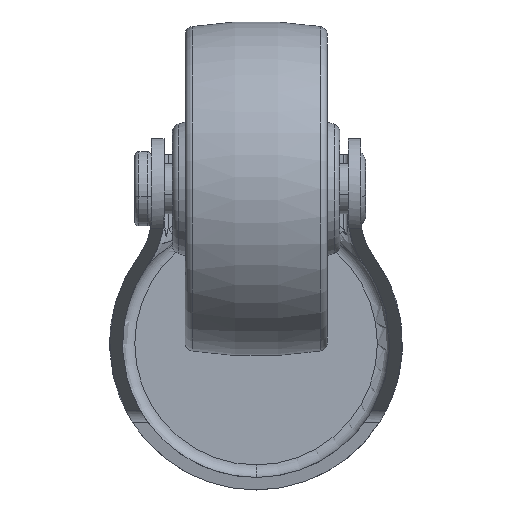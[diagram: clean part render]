
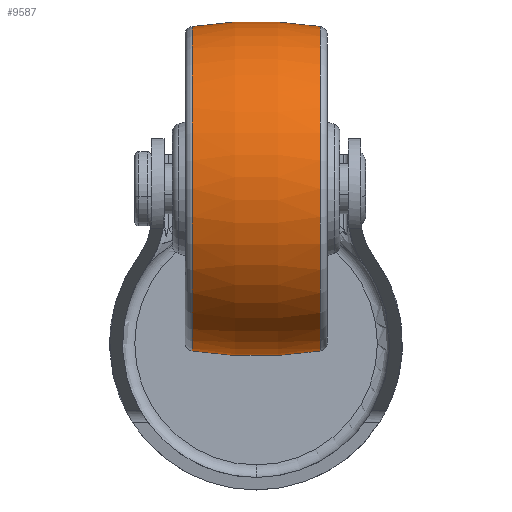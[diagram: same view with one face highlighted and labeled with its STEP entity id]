
A CAD part, front view. The second image highlights one B-rep face of the part: STEP entity #9587.
In plain terms, the highlighted toroidal (fillet/blend) face has major radius 28.542 mm and minor radius 48.542 mm.
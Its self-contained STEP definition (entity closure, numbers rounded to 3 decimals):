
#9 = AXIS2_PLACEMENT_3D ( 'NONE', #4870, #7103, #4004 ) ;
#399 = DIRECTION ( 'NONE',  ( -1., 0., 0. ) ) ;
#405 = ORIENTED_EDGE ( 'NONE', *, *, #5663, .F. ) ;
#591 = CIRCLE ( 'NONE', #6043, 19.392 ) ;
#651 = CARTESIAN_POINT ( 'NONE',  ( 7.658, 0., -19.392 ) ) ;
#1598 = DIRECTION ( 'NONE',  ( -1., 0., 0. ) ) ;
#1662 = VERTEX_POINT ( 'NONE', #5594 ) ;
#1832 = TOROIDAL_SURFACE ( 'NONE', #8827, -28.542, 48.542 ) ;
#1879 = EDGE_CURVE ( 'NONE', #1896, #8319, #591, .T. ) ;
#1896 = VERTEX_POINT ( 'NONE', #651 ) ;
#2342 = DIRECTION ( 'NONE',  ( 0., 0., 1. ) ) ;
#2636 = CARTESIAN_POINT ( 'NONE',  ( 0., 0., -28.542 ) ) ;
#3237 = AXIS2_PLACEMENT_3D ( 'NONE', #8899, #399, #3499 ) ;
#3499 = DIRECTION ( 'NONE',  ( 0., 0., 1. ) ) ;
#3504 = CARTESIAN_POINT ( 'NONE',  ( -7.658, 0., 19.392 ) ) ;
#4004 = DIRECTION ( 'NONE',  ( 0., 0., 1. ) ) ;
#4057 = EDGE_CURVE ( 'NONE', #1896, #1662, #9930, .T. ) ;
#4864 = DIRECTION ( 'NONE',  ( 0., -1., 0. ) ) ;
#4870 = CARTESIAN_POINT ( 'NONE',  ( 0., 0., 28.542 ) ) ;
#5107 = ORIENTED_EDGE ( 'NONE', *, *, #1879, .T. ) ;
#5197 = CIRCLE ( 'NONE', #3237, 19.392 ) ;
#5594 = CARTESIAN_POINT ( 'NONE',  ( -7.658, 0., -19.392 ) ) ;
#5663 = EDGE_CURVE ( 'NONE', #1662, #7655, #5197, .T. ) ;
#6043 = AXIS2_PLACEMENT_3D ( 'NONE', #9928, #10061, #9260 ) ;
#6065 = EDGE_LOOP ( 'NONE', ( #7343, #5107, #6643, #405 ) ) ;
#6391 = DIRECTION ( 'NONE',  ( 0., 0., -1. ) ) ;
#6482 = CIRCLE ( 'NONE', #8614, 48.542 ) ;
#6643 = ORIENTED_EDGE ( 'NONE', *, *, #6713, .T. ) ;
#6713 = EDGE_CURVE ( 'NONE', #8319, #7655, #6482, .T. ) ;
#7103 = DIRECTION ( 'NONE',  ( 0., 1., 0. ) ) ;
#7136 = FACE_OUTER_BOUND ( 'NONE', #6065, .T. ) ;
#7343 = ORIENTED_EDGE ( 'NONE', *, *, #4057, .F. ) ;
#7655 = VERTEX_POINT ( 'NONE', #3504 ) ;
#8319 = VERTEX_POINT ( 'NONE', #8950 ) ;
#8574 = CARTESIAN_POINT ( 'NONE',  ( 0., 0., 0. ) ) ;
#8614 = AXIS2_PLACEMENT_3D ( 'NONE', #2636, #4864, #6391 ) ;
#8827 = AXIS2_PLACEMENT_3D ( 'NONE', #8574, #1598, #2342 ) ;
#8899 = CARTESIAN_POINT ( 'NONE',  ( -7.658, 0., 0. ) ) ;
#8950 = CARTESIAN_POINT ( 'NONE',  ( 7.658, 0., 19.392 ) ) ;
#9260 = DIRECTION ( 'NONE',  ( 0., 0., 1. ) ) ;
#9587 = ADVANCED_FACE ( 'NONE', ( #7136 ), #1832, .T. ) ;
#9928 = CARTESIAN_POINT ( 'NONE',  ( 7.658, 0., 0. ) ) ;
#9930 = CIRCLE ( 'NONE', #9, 48.542 ) ;
#10061 = DIRECTION ( 'NONE',  ( -1., 0., 0. ) ) ;
